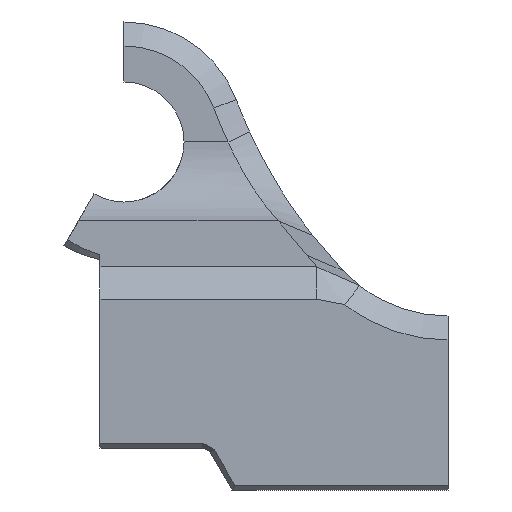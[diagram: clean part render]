
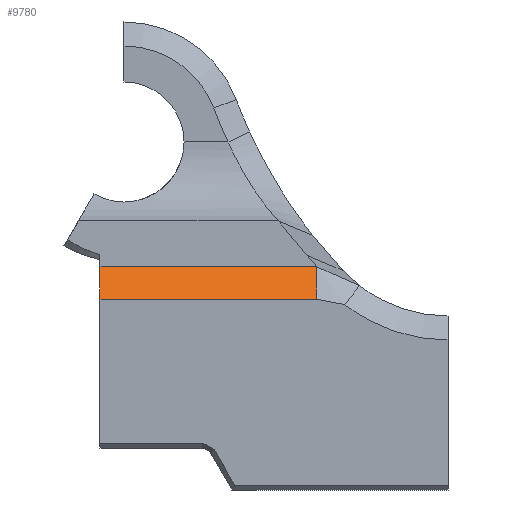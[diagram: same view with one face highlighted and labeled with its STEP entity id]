
A CAD part, front view. The second image highlights one B-rep face of the part: STEP entity #9780.
In plain terms, the highlighted planar face has unit normal (0, -0.819, 0.574).
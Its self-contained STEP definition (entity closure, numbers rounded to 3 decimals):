
#317 = PLANE('',#318);
#318 = AXIS2_PLACEMENT_3D('',#319,#320,#321);
#319 = CARTESIAN_POINT('',(-29.,-28.,3.));
#320 = DIRECTION('',(1.,0.,0.));
#321 = DIRECTION('',(0.,0.,1.));
#2485 = PLANE('',#2486);
#2486 = AXIS2_PLACEMENT_3D('',#2487,#2488,#2489);
#2487 = CARTESIAN_POINT('',(0.,-31.,-9.));
#2488 = DIRECTION('',(0.,1.,0.));
#2489 = DIRECTION('',(-0.,0.,-1.));
#3836 = VERTEX_POINT('',#3837);
#3837 = CARTESIAN_POINT('',(-29.,-31.,6.911));
#3858 = EDGE_CURVE('',#3836,#3859,#3861,.T.);
#3859 = VERTEX_POINT('',#3860);
#3860 = CARTESIAN_POINT('',(-29.,-29.121,9.595));
#3861 = SURFACE_CURVE('',#3862,(#3866,#3873),.PCURVE_S1.);
#3862 = LINE('',#3863,#3864);
#3863 = CARTESIAN_POINT('',(-29.,-28.346,10.701));
#3864 = VECTOR('',#3865,1.);
#3865 = DIRECTION('',(0.,0.574,0.819));
#3866 = PCURVE('',#317,#3867);
#3867 = DEFINITIONAL_REPRESENTATION('',(#3868),#3872);
#3868 = LINE('',#3869,#3870);
#3869 = CARTESIAN_POINT('',(7.701,0.346));
#3870 = VECTOR('',#3871,1.);
#3871 = DIRECTION('',(0.819,-0.574));
#3872 = ( GEOMETRIC_REPRESENTATION_CONTEXT(2) 
PARAMETRIC_REPRESENTATION_CONTEXT() REPRESENTATION_CONTEXT('2D SPACE',''
  ) );
#3873 = PCURVE('',#3874,#3879);
#3874 = PLANE('',#3875);
#3875 = AXIS2_PLACEMENT_3D('',#3876,#3877,#3878);
#3876 = CARTESIAN_POINT('',(-29.,-30.06,8.253));
#3877 = DIRECTION('',(0.,0.819,-0.574)
  );
#3878 = DIRECTION('',(-1.,0.,0.));
#3879 = DEFINITIONAL_REPRESENTATION('',(#3880),#3884);
#3880 = LINE('',#3881,#3882);
#3881 = CARTESIAN_POINT('',(0.,2.988));
#3882 = VECTOR('',#3883,1.);
#3883 = DIRECTION('',(-0.,1.));
#3884 = ( GEOMETRIC_REPRESENTATION_CONTEXT(2) 
PARAMETRIC_REPRESENTATION_CONTEXT() REPRESENTATION_CONTEXT('2D SPACE',''
  ) );
#3902 = PLANE('',#3903);
#3903 = AXIS2_PLACEMENT_3D('',#3904,#3905,#3906);
#3904 = CARTESIAN_POINT('',(-61.,-18.606,13.422));
#3905 = DIRECTION('',(0.,0.342,-0.94));
#3906 = DIRECTION('',(0.,-0.94,-0.342
    ));
#8741 = B_SPLINE_SURFACE_WITH_KNOTS('',4,1,(
    (#8742,#8743)
    ,(#8744,#8745)
    ,(#8746,#8747)
    ,(#8748,#8749)
    ,(#8750,#8751
    )),.UNSPECIFIED.,.F.,.F.,.F.,(5,5),(2,2),(0.,1.),(0.,1.),
  .PIECEWISE_BEZIER_KNOTS.);
#8742 = CARTESIAN_POINT('',(-8.598,-31.,6.451));
#8743 = CARTESIAN_POINT('',(-7.37,-29.,8.03));
#8744 = CARTESIAN_POINT('',(-9.181,-31.,6.566));
#8745 = CARTESIAN_POINT('',(-8.272,-29.032,
    8.394));
#8746 = CARTESIAN_POINT('',(-9.765,-31.,6.681));
#8747 = CARTESIAN_POINT('',(-9.166,-29.061,
    8.779));
#8748 = CARTESIAN_POINT('',(-10.349,-31.,6.796));
#8749 = CARTESIAN_POINT('',(-10.052,-29.091,
    9.18));
#8750 = CARTESIAN_POINT('',(-10.932,-31.,6.911));
#8751 = CARTESIAN_POINT('',(-10.932,-29.121,
    9.595));
#8866 = VERTEX_POINT('',#8867);
#8867 = CARTESIAN_POINT('',(-10.932,-31.,6.911));
#8889 = EDGE_CURVE('',#3836,#8866,#8890,.T.);
#8890 = SURFACE_CURVE('',#8891,(#8895,#8902),.PCURVE_S1.);
#8891 = LINE('',#8892,#8893);
#8892 = CARTESIAN_POINT('',(-29.,-31.,6.911));
#8893 = VECTOR('',#8894,1.);
#8894 = DIRECTION('',(1.,0.,0.));
#8895 = PCURVE('',#2485,#8896);
#8896 = DEFINITIONAL_REPRESENTATION('',(#8897),#8901);
#8897 = LINE('',#8898,#8899);
#8898 = CARTESIAN_POINT('',(-15.911,29.));
#8899 = VECTOR('',#8900,1.);
#8900 = DIRECTION('',(-0.,-1.));
#8901 = ( GEOMETRIC_REPRESENTATION_CONTEXT(2) 
PARAMETRIC_REPRESENTATION_CONTEXT() REPRESENTATION_CONTEXT('2D SPACE',''
  ) );
#8902 = PCURVE('',#3874,#8903);
#8903 = DEFINITIONAL_REPRESENTATION('',(#8904),#8908);
#8904 = LINE('',#8905,#8906);
#8905 = CARTESIAN_POINT('',(-0.,-1.638));
#8906 = VECTOR('',#8907,1.);
#8907 = DIRECTION('',(-1.,0.));
#8908 = ( GEOMETRIC_REPRESENTATION_CONTEXT(2) 
PARAMETRIC_REPRESENTATION_CONTEXT() REPRESENTATION_CONTEXT('2D SPACE',''
  ) );
#9780 = ADVANCED_FACE('',(#9781),#3874,.F.);
#9781 = FACE_BOUND('',#9782,.T.);
#9782 = EDGE_LOOP('',(#9783,#9784,#9785,#9805));
#9783 = ORIENTED_EDGE('',*,*,#3858,.F.);
#9784 = ORIENTED_EDGE('',*,*,#8889,.T.);
#9785 = ORIENTED_EDGE('',*,*,#9786,.T.);
#9786 = EDGE_CURVE('',#8866,#9787,#9789,.T.);
#9787 = VERTEX_POINT('',#9788);
#9788 = CARTESIAN_POINT('',(-10.932,-29.121,
    9.595));
#9789 = SURFACE_CURVE('',#9790,(#9793,#9799),.PCURVE_S1.);
#9790 = B_SPLINE_CURVE_WITH_KNOTS('',1,(#9791,#9792),.UNSPECIFIED.,.F.,
  .F.,(2,2),(0.,1.),.PIECEWISE_BEZIER_KNOTS.);
#9791 = CARTESIAN_POINT('',(-10.932,-31.,6.911));
#9792 = CARTESIAN_POINT('',(-10.932,-29.121,
    9.595));
#9793 = PCURVE('',#3874,#9794);
#9794 = DEFINITIONAL_REPRESENTATION('',(#9795),#9798);
#9795 = B_SPLINE_CURVE_WITH_KNOTS('',1,(#9796,#9797),.UNSPECIFIED.,.F.,
  .F.,(2,2),(0.,1.),.PIECEWISE_BEZIER_KNOTS.);
#9796 = CARTESIAN_POINT('',(-18.068,-1.638));
#9797 = CARTESIAN_POINT('',(-18.068,1.638));
#9798 = ( GEOMETRIC_REPRESENTATION_CONTEXT(2) 
PARAMETRIC_REPRESENTATION_CONTEXT() REPRESENTATION_CONTEXT('2D SPACE',''
  ) );
#9799 = PCURVE('',#8741,#9800);
#9800 = DEFINITIONAL_REPRESENTATION('',(#9801),#9804);
#9801 = B_SPLINE_CURVE_WITH_KNOTS('',1,(#9802,#9803),.UNSPECIFIED.,.F.,
  .F.,(2,2),(0.,1.),.PIECEWISE_BEZIER_KNOTS.);
#9802 = CARTESIAN_POINT('',(1.,0.));
#9803 = CARTESIAN_POINT('',(1.,1.));
#9804 = ( GEOMETRIC_REPRESENTATION_CONTEXT(2) 
PARAMETRIC_REPRESENTATION_CONTEXT() REPRESENTATION_CONTEXT('2D SPACE',''
  ) );
#9805 = ORIENTED_EDGE('',*,*,#9806,.F.);
#9806 = EDGE_CURVE('',#3859,#9787,#9807,.T.);
#9807 = SURFACE_CURVE('',#9808,(#9812,#9819),.PCURVE_S1.);
#9808 = LINE('',#9809,#9810);
#9809 = CARTESIAN_POINT('',(-29.,-29.121,9.595));
#9810 = VECTOR('',#9811,1.);
#9811 = DIRECTION('',(1.,0.,0.));
#9812 = PCURVE('',#3874,#9813);
#9813 = DEFINITIONAL_REPRESENTATION('',(#9814),#9818);
#9814 = LINE('',#9815,#9816);
#9815 = CARTESIAN_POINT('',(-0.,1.638));
#9816 = VECTOR('',#9817,1.);
#9817 = DIRECTION('',(-1.,0.));
#9818 = ( GEOMETRIC_REPRESENTATION_CONTEXT(2) 
PARAMETRIC_REPRESENTATION_CONTEXT() REPRESENTATION_CONTEXT('2D SPACE',''
  ) );
#9819 = PCURVE('',#3902,#9820);
#9820 = DEFINITIONAL_REPRESENTATION('',(#9821),#9825);
#9821 = LINE('',#9822,#9823);
#9822 = CARTESIAN_POINT('',(11.19,-32.));
#9823 = VECTOR('',#9824,1.);
#9824 = DIRECTION('',(0.,-1.));
#9825 = ( GEOMETRIC_REPRESENTATION_CONTEXT(2) 
PARAMETRIC_REPRESENTATION_CONTEXT() REPRESENTATION_CONTEXT('2D SPACE',''
  ) );
